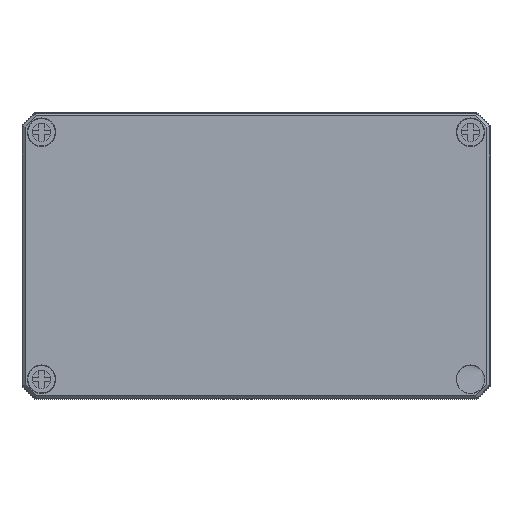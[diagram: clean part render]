
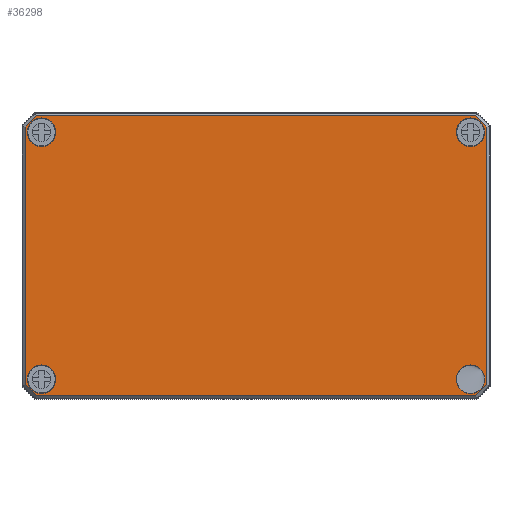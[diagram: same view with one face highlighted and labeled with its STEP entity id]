
A CAD part, top view. The second image highlights one B-rep face of the part: STEP entity #36298.
In plain terms, the highlighted face is planar.
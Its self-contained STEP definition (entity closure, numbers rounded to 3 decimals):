
#2439=FACE_BOUND('',#7203,.T.);
#2440=FACE_BOUND('',#7204,.T.);
#2441=FACE_BOUND('',#7205,.T.);
#2442=FACE_BOUND('',#7206,.T.);
#3136=PLANE('',#39158);
#4891=FACE_OUTER_BOUND('',#7202,.T.);
#7202=EDGE_LOOP('',(#31959,#31960,#31961,#31962,#31963,#31964,#31965,#31966));
#7203=EDGE_LOOP('',(#31967,#31968));
#7204=EDGE_LOOP('',(#31969,#31970));
#7205=EDGE_LOOP('',(#31971,#31972));
#7206=EDGE_LOOP('',(#31973,#31974));
#10016=LINE('',#64016,#12772);
#10017=LINE('',#64018,#12773);
#10018=LINE('',#64020,#12774);
#10019=LINE('',#64022,#12775);
#10020=LINE('',#64024,#12776);
#10021=LINE('',#64026,#12777);
#10022=LINE('',#64028,#12778);
#10023=LINE('',#64029,#12779);
#12772=VECTOR('',#46945,10.);
#12773=VECTOR('',#46946,10.);
#12774=VECTOR('',#46947,10.);
#12775=VECTOR('',#46948,10.);
#12776=VECTOR('',#46949,10.);
#12777=VECTOR('',#46950,10.);
#12778=VECTOR('',#46951,10.);
#12779=VECTOR('',#46952,10.);
#14297=CIRCLE('',#39147,5.525);
#14302=CIRCLE('',#39152,5.525);
#14307=CIRCLE('',#39159,5.525);
#14308=CIRCLE('',#39160,5.525);
#14309=CIRCLE('',#39161,5.525);
#14310=CIRCLE('',#39162,5.525);
#14311=CIRCLE('',#39163,5.525);
#14312=CIRCLE('',#39164,5.525);
#17531=VERTEX_POINT('',#63917);
#17532=VERTEX_POINT('',#63918);
#17553=VERTEX_POINT('',#64014);
#17554=VERTEX_POINT('',#64015);
#17555=VERTEX_POINT('',#64017);
#17556=VERTEX_POINT('',#64019);
#17557=VERTEX_POINT('',#64021);
#17558=VERTEX_POINT('',#64023);
#17559=VERTEX_POINT('',#64025);
#17560=VERTEX_POINT('',#64027);
#17561=VERTEX_POINT('',#64030);
#17562=VERTEX_POINT('',#64031);
#17563=VERTEX_POINT('',#64034);
#17564=VERTEX_POINT('',#64035);
#17565=VERTEX_POINT('',#64038);
#17566=VERTEX_POINT('',#64039);
#22404=EDGE_CURVE('',#17531,#17532,#14297,.T.);
#22409=EDGE_CURVE('',#17532,#17531,#14302,.T.);
#22428=EDGE_CURVE('',#17553,#17554,#10016,.T.);
#22429=EDGE_CURVE('',#17555,#17553,#10017,.T.);
#22430=EDGE_CURVE('',#17556,#17555,#10018,.T.);
#22431=EDGE_CURVE('',#17557,#17556,#10019,.T.);
#22432=EDGE_CURVE('',#17558,#17557,#10020,.T.);
#22433=EDGE_CURVE('',#17559,#17558,#10021,.T.);
#22434=EDGE_CURVE('',#17560,#17559,#10022,.T.);
#22435=EDGE_CURVE('',#17554,#17560,#10023,.T.);
#22436=EDGE_CURVE('',#17561,#17562,#14307,.T.);
#22437=EDGE_CURVE('',#17562,#17561,#14308,.T.);
#22438=EDGE_CURVE('',#17563,#17564,#14309,.T.);
#22439=EDGE_CURVE('',#17564,#17563,#14310,.T.);
#22440=EDGE_CURVE('',#17565,#17566,#14311,.T.);
#22441=EDGE_CURVE('',#17566,#17565,#14312,.T.);
#31959=ORIENTED_EDGE('',*,*,#22428,.F.);
#31960=ORIENTED_EDGE('',*,*,#22429,.F.);
#31961=ORIENTED_EDGE('',*,*,#22430,.F.);
#31962=ORIENTED_EDGE('',*,*,#22431,.F.);
#31963=ORIENTED_EDGE('',*,*,#22432,.F.);
#31964=ORIENTED_EDGE('',*,*,#22433,.F.);
#31965=ORIENTED_EDGE('',*,*,#22434,.F.);
#31966=ORIENTED_EDGE('',*,*,#22435,.F.);
#31967=ORIENTED_EDGE('',*,*,#22436,.F.);
#31968=ORIENTED_EDGE('',*,*,#22437,.F.);
#31969=ORIENTED_EDGE('',*,*,#22438,.F.);
#31970=ORIENTED_EDGE('',*,*,#22439,.F.);
#31971=ORIENTED_EDGE('',*,*,#22440,.F.);
#31972=ORIENTED_EDGE('',*,*,#22441,.F.);
#31973=ORIENTED_EDGE('',*,*,#22404,.F.);
#31974=ORIENTED_EDGE('',*,*,#22409,.F.);
#36298=ADVANCED_FACE('',(#4891,#2439,#2440,#2441,#2442),#3136,.F.);
#39147=AXIS2_PLACEMENT_3D('',#63919,#46920,#46921);
#39152=AXIS2_PLACEMENT_3D('',#63927,#46930,#46931);
#39158=AXIS2_PLACEMENT_3D('',#64013,#46943,#46944);
#39159=AXIS2_PLACEMENT_3D('',#64032,#46953,#46954);
#39160=AXIS2_PLACEMENT_3D('',#64033,#46955,#46956);
#39161=AXIS2_PLACEMENT_3D('',#64036,#46957,#46958);
#39162=AXIS2_PLACEMENT_3D('',#64037,#46959,#46960);
#39163=AXIS2_PLACEMENT_3D('',#64040,#46961,#46962);
#39164=AXIS2_PLACEMENT_3D('',#64041,#46963,#46964);
#46920=DIRECTION('center_axis',(0.,1.,0.));
#46921=DIRECTION('ref_axis',(1.,0.,0.));
#46930=DIRECTION('center_axis',(0.,1.,0.));
#46931=DIRECTION('ref_axis',(1.,0.,0.));
#46943=DIRECTION('center_axis',(0.,-1.,0.));
#46944=DIRECTION('ref_axis',(0.,0.,-1.));
#46945=DIRECTION('',(-0.707,0.,0.707));
#46946=DIRECTION('',(0.,0.,1.));
#46947=DIRECTION('',(0.707,0.,0.707));
#46948=DIRECTION('',(1.,0.,0.));
#46949=DIRECTION('',(0.707,0.,-0.707));
#46950=DIRECTION('',(0.,0.,-1.));
#46951=DIRECTION('',(-0.707,0.,-0.707));
#46952=DIRECTION('',(-1.,0.,0.));
#46953=DIRECTION('center_axis',(0.,1.,0.));
#46954=DIRECTION('ref_axis',(-1.,0.,0.));
#46955=DIRECTION('center_axis',(0.,1.,0.));
#46956=DIRECTION('ref_axis',(-1.,0.,0.));
#46957=DIRECTION('center_axis',(0.,1.,0.));
#46958=DIRECTION('ref_axis',(1.,0.,0.));
#46959=DIRECTION('center_axis',(0.,1.,0.));
#46960=DIRECTION('ref_axis',(1.,0.,0.));
#46961=DIRECTION('center_axis',(0.,1.,0.));
#46962=DIRECTION('ref_axis',(-1.,0.,0.));
#46963=DIRECTION('center_axis',(0.,1.,0.));
#46964=DIRECTION('ref_axis',(-1.,0.,0.));
#63917=CARTESIAN_POINT('',(-88.025,18.,-47.5));
#63918=CARTESIAN_POINT('',(-82.5,18.,-41.975));
#63919=CARTESIAN_POINT('Origin',(-82.5,18.,-47.5));
#63927=CARTESIAN_POINT('Origin',(-82.5,18.,-47.5));
#64013=CARTESIAN_POINT('Origin',(0.,18.,0.));
#64014=CARTESIAN_POINT('',(88.843,18.,49.521));
#64015=CARTESIAN_POINT('',(84.521,18.,53.843));
#64016=CARTESIAN_POINT('',(79.182,18.,59.182));
#64017=CARTESIAN_POINT('',(88.843,18.,-49.521));
#64018=CARTESIAN_POINT('',(88.843,18.,-25.));
#64019=CARTESIAN_POINT('',(84.521,18.,-53.843));
#64020=CARTESIAN_POINT('',(76.682,18.,-61.682));
#64021=CARTESIAN_POINT('',(-84.521,18.,-53.843));
#64022=CARTESIAN_POINT('',(-42.5,18.,-53.843));
#64023=CARTESIAN_POINT('',(-88.843,18.,-49.521));
#64024=CARTESIAN_POINT('',(-79.182,18.,-59.182));
#64025=CARTESIAN_POINT('',(-88.843,18.,49.521));
#64026=CARTESIAN_POINT('',(-88.843,18.,25.));
#64027=CARTESIAN_POINT('',(-84.521,18.,53.843));
#64028=CARTESIAN_POINT('',(-76.682,18.,61.682));
#64029=CARTESIAN_POINT('',(42.5,18.,53.843));
#64030=CARTESIAN_POINT('',(88.025,18.,-47.5));
#64031=CARTESIAN_POINT('',(82.5,18.,-41.975));
#64032=CARTESIAN_POINT('Origin',(82.5,18.,-47.5));
#64033=CARTESIAN_POINT('Origin',(82.5,18.,-47.5));
#64034=CARTESIAN_POINT('',(-88.025,18.,47.5));
#64035=CARTESIAN_POINT('',(-82.5,18.,53.025));
#64036=CARTESIAN_POINT('Origin',(-82.5,18.,47.5));
#64037=CARTESIAN_POINT('Origin',(-82.5,18.,47.5));
#64038=CARTESIAN_POINT('',(88.025,18.,47.5));
#64039=CARTESIAN_POINT('',(82.5,18.,53.025));
#64040=CARTESIAN_POINT('Origin',(82.5,18.,47.5));
#64041=CARTESIAN_POINT('Origin',(82.5,18.,47.5));
